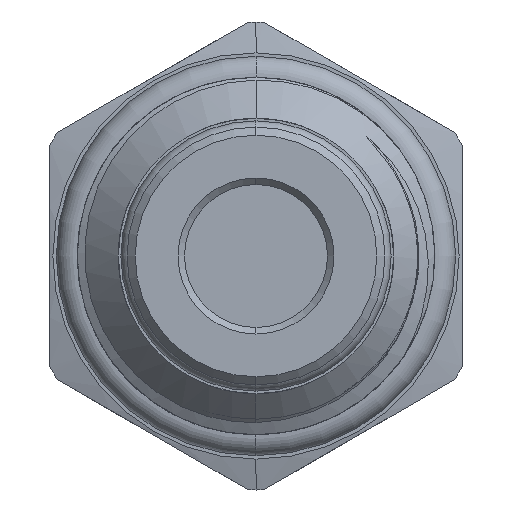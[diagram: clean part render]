
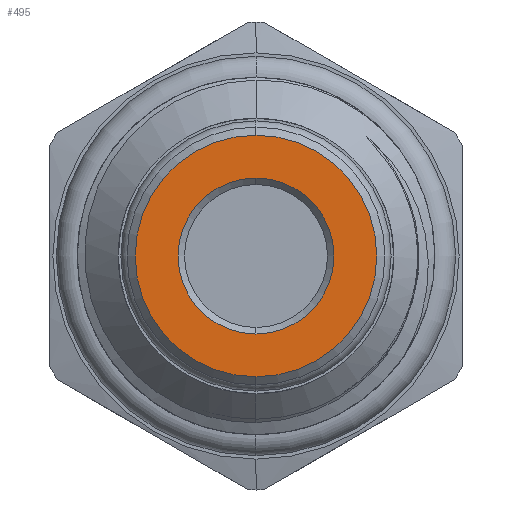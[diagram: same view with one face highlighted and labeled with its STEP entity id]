
A CAD part, left-side view. The second image highlights one B-rep face of the part: STEP entity #495.
In plain terms, the highlighted planar face has unit normal (-1, 0, 0).
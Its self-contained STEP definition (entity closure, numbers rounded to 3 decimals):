
#495 = ADVANCED_FACE ( 'NONE', ( #12680, #12627 ), #10757, .T. ) ;
#564 = VERTEX_POINT ( 'NONE', #12375 ) ;
#963 = AXIS2_PLACEMENT_3D ( 'NONE', #5141, #5100, #5090 ) ;
#983 = AXIS2_PLACEMENT_3D ( 'NONE', #1715, #1393, #2382 ) ;
#1059 = AXIS2_PLACEMENT_3D ( 'NONE', #1727, #1516, #2171 ) ;
#1109 = AXIS2_PLACEMENT_3D ( 'NONE', #6369, #6384, #6356 ) ;
#1119 = AXIS2_PLACEMENT_3D ( 'NONE', #10761, #10770, #10771 ) ;
#1260 = ORIENTED_EDGE ( 'NONE', *, *, #10545, .T. ) ;
#1277 = ORIENTED_EDGE ( 'NONE', *, *, #10024, .T. ) ;
#1348 = ORIENTED_EDGE ( 'NONE', *, *, #10665, .T. ) ;
#1350 = ORIENTED_EDGE ( 'NONE', *, *, #10394, .T. ) ;
#1393 = DIRECTION ( 'NONE',  ( -1., 0., 0. ) ) ;
#1516 = DIRECTION ( 'NONE',  ( 1., 0., 0. ) ) ;
#1715 = CARTESIAN_POINT ( 'NONE',  ( 0., 0., 0. ) ) ;
#1727 = CARTESIAN_POINT ( 'NONE',  ( 0., 0., 0. ) ) ;
#2171 = DIRECTION ( 'NONE',  ( 0., 0., 1. ) ) ;
#2382 = DIRECTION ( 'NONE',  ( 0., 0., 1. ) ) ;
#2490 = CIRCLE ( 'NONE', #1059, 4.8 ) ;
#4337 = CIRCLE ( 'NONE', #963, 4.8 ) ;
#5090 = DIRECTION ( 'NONE',  ( 0., 0., 1. ) ) ;
#5100 = DIRECTION ( 'NONE',  ( 1., 0., 0. ) ) ;
#5141 = CARTESIAN_POINT ( 'NONE',  ( 0., 0., 0. ) ) ;
#6356 = DIRECTION ( 'NONE',  ( 0., 0., 1. ) ) ;
#6369 = CARTESIAN_POINT ( 'NONE',  ( 0., 0., 0. ) ) ;
#6384 = DIRECTION ( 'NONE',  ( -1., 0., 0. ) ) ;
#7158 = CIRCLE ( 'NONE', #1109, 7.435 ) ;
#8838 = CIRCLE ( 'NONE', #983, 7.435 ) ;
#9591 = EDGE_LOOP ( 'NONE', ( #1350, #1348 ) ) ;
#9711 = VERTEX_POINT ( 'NONE', #12187 ) ;
#9718 = EDGE_LOOP ( 'NONE', ( #1260, #1277 ) ) ;
#9801 = VERTEX_POINT ( 'NONE', #12221 ) ;
#9838 = VERTEX_POINT ( 'NONE', #12216 ) ;
#10024 = EDGE_CURVE ( 'NONE', #9838, #9801, #7158, .T. ) ;
#10394 = EDGE_CURVE ( 'NONE', #9711, #564, #4337, .T. ) ;
#10545 = EDGE_CURVE ( 'NONE', #9801, #9838, #8838, .T. ) ;
#10665 = EDGE_CURVE ( 'NONE', #564, #9711, #2490, .T. ) ;
#10757 = PLANE ( 'NONE',  #1119 ) ;
#10761 = CARTESIAN_POINT ( 'NONE',  ( 0., 0., 0. ) ) ;
#10770 = DIRECTION ( 'NONE',  ( -1., 0., 0. ) ) ;
#10771 = DIRECTION ( 'NONE',  ( 0., 0., 1. ) ) ;
#12187 = CARTESIAN_POINT ( 'NONE',  ( 0., 0., 4.8 ) ) ;
#12216 = CARTESIAN_POINT ( 'NONE',  ( 0., 0., 7.435 ) ) ;
#12221 = CARTESIAN_POINT ( 'NONE',  ( 0., 0., -7.435 ) ) ;
#12375 = CARTESIAN_POINT ( 'NONE',  ( 0., 0., -4.8 ) ) ;
#12627 = FACE_OUTER_BOUND ( 'NONE', #9718, .T. ) ;
#12680 = FACE_BOUND ( 'NONE', #9591, .T. ) ;
